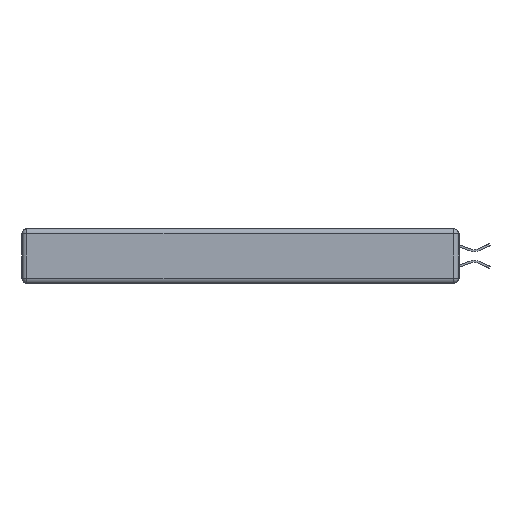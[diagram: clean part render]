
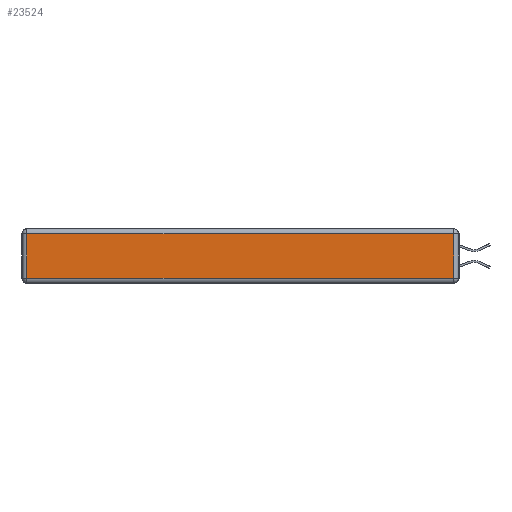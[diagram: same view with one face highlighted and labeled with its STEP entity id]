
A CAD part, left-side view. The second image highlights one B-rep face of the part: STEP entity #23524.
In plain terms, the highlighted planar face has unit normal (-1, 0, 0).
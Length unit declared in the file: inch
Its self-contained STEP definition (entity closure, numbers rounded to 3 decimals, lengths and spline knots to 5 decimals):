
#1369 = FACE_OUTER_BOUND ( 'NONE', #9879, .T. ) ;
#1651 = CARTESIAN_POINT ( 'NONE',  ( 0., 2.72, -0.03 ) ) ;
#2245 = EDGE_CURVE ( 'NONE', #18205, #12182, #6198, .T. ) ;
#3299 = ORIENTED_EDGE ( 'NONE', *, *, #2245, .T. ) ;
#4299 = DIRECTION ( 'NONE',  ( 0., -1., 0. ) ) ;
#4588 = DIRECTION ( 'NONE',  ( 0., 1., 0. ) ) ;
#5172 = PLANE ( 'NONE',  #20647 ) ;
#5329 = EDGE_CURVE ( 'NONE', #12182, #17095, #19520, .T. ) ;
#5981 = CARTESIAN_POINT ( 'NONE',  ( 0., 0.03, -0.313 ) ) ;
#6198 = LINE ( 'NONE', #14298, #22015 ) ;
#6494 = LINE ( 'NONE', #16926, #11096 ) ;
#6930 = LINE ( 'NONE', #17233, #21083 ) ;
#8690 = CARTESIAN_POINT ( 'NONE',  ( 0., 2.72, -0.313 ) ) ;
#9160 = DIRECTION ( 'NONE',  ( -1., 0., 0. ) ) ;
#9879 = EDGE_LOOP ( 'NONE', ( #13567, #3299, #22455, #11149 ) ) ;
#9950 = VECTOR ( 'NONE', #4588, 39.37008 ) ;
#11096 = VECTOR ( 'NONE', #4299, 39.37008 ) ;
#11100 = EDGE_CURVE ( 'NONE', #26756, #18205, #6494, .T. ) ;
#11149 = ORIENTED_EDGE ( 'NONE', *, *, #24422, .T. ) ;
#11639 = CARTESIAN_POINT ( 'NONE',  ( 0., 0., -0.343 ) ) ;
#12182 = VERTEX_POINT ( 'NONE', #24897 ) ;
#13567 = ORIENTED_EDGE ( 'NONE', *, *, #11100, .T. ) ;
#14298 = CARTESIAN_POINT ( 'NONE',  ( 0., 0.03, -0.343 ) ) ;
#14681 = DIRECTION ( 'NONE',  ( 0., 0., -1. ) ) ;
#16926 = CARTESIAN_POINT ( 'NONE',  ( 0., 0., -0.313 ) ) ;
#17095 = VERTEX_POINT ( 'NONE', #1651 ) ;
#17233 = CARTESIAN_POINT ( 'NONE',  ( 0., 2.72, -0.343 ) ) ;
#18048 = DIRECTION ( 'NONE',  ( 0., 0., 1. ) ) ;
#18205 = VERTEX_POINT ( 'NONE', #5981 ) ;
#19520 = LINE ( 'NONE', #25716, #9950 ) ;
#20647 = AXIS2_PLACEMENT_3D ( 'NONE', #11639, #9160, #22140 ) ;
#21083 = VECTOR ( 'NONE', #14681, 39.37008 ) ;
#22015 = VECTOR ( 'NONE', #18048, 39.37008 ) ;
#22140 = DIRECTION ( 'NONE',  ( 0., 0., 1. ) ) ;
#22455 = ORIENTED_EDGE ( 'NONE', *, *, #5329, .T. ) ;
#23524 = ADVANCED_FACE ( 'NONE', ( #1369 ), #5172, .T. ) ;
#24422 = EDGE_CURVE ( 'NONE', #17095, #26756, #6930, .T. ) ;
#24897 = CARTESIAN_POINT ( 'NONE',  ( 0., 0.03, -0.03 ) ) ;
#25716 = CARTESIAN_POINT ( 'NONE',  ( 0., 2.75, -0.03 ) ) ;
#26756 = VERTEX_POINT ( 'NONE', #8690 ) ;
